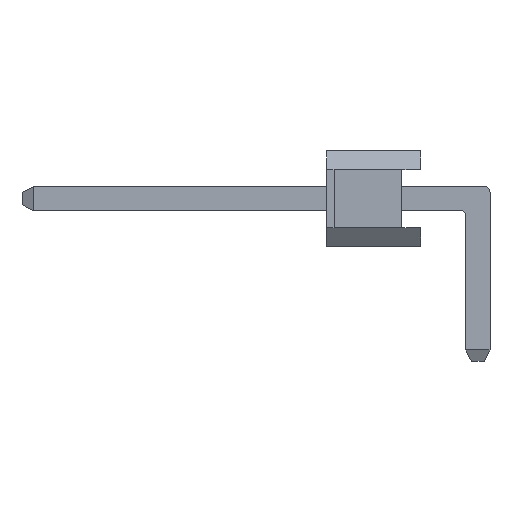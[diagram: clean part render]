
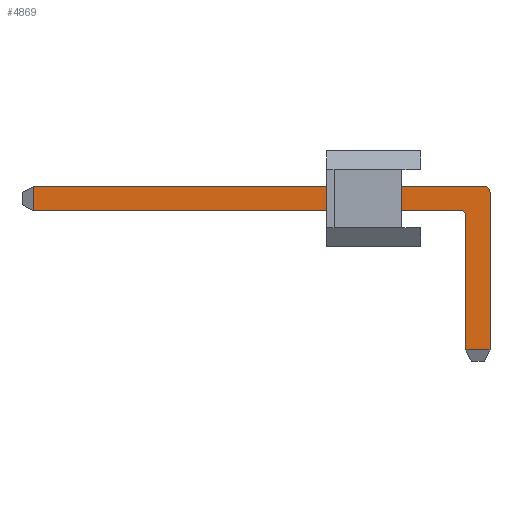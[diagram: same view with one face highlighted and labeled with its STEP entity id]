
A CAD part, left-side view. The second image highlights one B-rep face of the part: STEP entity #4869.
In plain terms, the highlighted planar face has unit normal (-1, 0, 0).
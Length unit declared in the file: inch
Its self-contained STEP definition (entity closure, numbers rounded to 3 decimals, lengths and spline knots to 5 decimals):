
#78 = AXIS2_PLACEMENT_3D ( 'NONE', #6205, #1784, #6959 ) ;
#432 = CARTESIAN_POINT ( 'NONE',  ( 0., 0.47728, 0.14567 ) ) ;
#495 = PLANE ( 'NONE',  #2695 ) ;
#676 = CARTESIAN_POINT ( 'NONE',  ( 0., 0.08279, 0. ) ) ;
#960 = EDGE_CURVE ( 'NONE', #4661, #3141, #9164, .T. ) ;
#1021 = VERTEX_POINT ( 'NONE', #4889 ) ;
#1059 = VERTEX_POINT ( 'NONE', #4215 ) ;
#1075 = ORIENTED_EDGE ( 'NONE', *, *, #3967, .T. ) ;
#1126 = DIRECTION ( 'NONE',  ( 0., -1., 0. ) ) ;
#1458 = EDGE_LOOP ( 'NONE', ( #4101, #2073, #8299, #2443, #1075, #9272, #2150, #4264 ) ) ;
#1613 = VERTEX_POINT ( 'NONE', #432 ) ;
#1666 = AXIS2_PLACEMENT_3D ( 'NONE', #7600, #3148, #8352 ) ;
#1763 = CARTESIAN_POINT ( 'NONE',  ( 0., 0.47728, 0.17087 ) ) ;
#1784 = DIRECTION ( 'NONE',  ( 1., 0., 0. ) ) ;
#2073 = ORIENTED_EDGE ( 'NONE', *, *, #4348, .T. ) ;
#2094 = EDGE_CURVE ( 'NONE', #8435, #1613, #6339, .T. ) ;
#2150 = ORIENTED_EDGE ( 'NONE', *, *, #7479, .T. ) ;
#2175 = CARTESIAN_POINT ( 'NONE',  ( 0., 0.0252, 0.13976 ) ) ;
#2291 = EDGE_CURVE ( 'NONE', #3367, #4661, #6973, .T. ) ;
#2411 = CIRCLE ( 'NONE', #1666, 0.00591 ) ;
#2443 = ORIENTED_EDGE ( 'NONE', *, *, #960, .T. ) ;
#2489 = CARTESIAN_POINT ( 'NONE',  ( 0., 0.0311, 0.14567 ) ) ;
#2518 = CARTESIAN_POINT ( 'NONE',  ( 0., 0., -0.06614 ) ) ;
#2586 = LINE ( 'NONE', #4108, #7819 ) ;
#2591 = DIRECTION ( 'NONE',  ( 0., 1., 0. ) ) ;
#2695 = AXIS2_PLACEMENT_3D ( 'NONE', #4223, #9435, #4950 ) ;
#2789 = VECTOR ( 'NONE', #4880, 39.37008 ) ;
#2897 = CIRCLE ( 'NONE', #78, 0.00591 ) ;
#3141 = VERTEX_POINT ( 'NONE', #6427 ) ;
#3148 = DIRECTION ( 'NONE',  ( -1., 0., 0. ) ) ;
#3155 = DIRECTION ( 'NONE',  ( 0., 0., -1. ) ) ;
#3222 = VECTOR ( 'NONE', #3340, 39.37008 ) ;
#3340 = DIRECTION ( 'NONE',  ( 0., -1., 0. ) ) ;
#3367 = VERTEX_POINT ( 'NONE', #2175 ) ;
#3504 = CARTESIAN_POINT ( 'NONE',  ( 0., 0.08279, 0.14567 ) ) ;
#3967 = EDGE_CURVE ( 'NONE', #3141, #1021, #4887, .T. ) ;
#4101 = ORIENTED_EDGE ( 'NONE', *, *, #6632, .T. ) ;
#4108 = CARTESIAN_POINT ( 'NONE',  ( 0., 0.08279, 0.17087 ) ) ;
#4215 = CARTESIAN_POINT ( 'NONE',  ( 0., 0.00591, 0.17087 ) ) ;
#4223 = CARTESIAN_POINT ( 'NONE',  ( 0., 0.08279, -0.06614 ) ) ;
#4264 = ORIENTED_EDGE ( 'NONE', *, *, #2094, .T. ) ;
#4348 = EDGE_CURVE ( 'NONE', #7059, #3367, #2897, .T. ) ;
#4596 = VECTOR ( 'NONE', #3155, 39.37008 ) ;
#4661 = VERTEX_POINT ( 'NONE', #5999 ) ;
#4869 = ADVANCED_FACE ( 'NONE', ( #5450 ), #495, .T. ) ;
#4880 = DIRECTION ( 'NONE',  ( 0., 0., -1. ) ) ;
#4887 = LINE ( 'NONE', #2518, #8627 ) ;
#4889 = CARTESIAN_POINT ( 'NONE',  ( 0., 0., 0.16496 ) ) ;
#4950 = DIRECTION ( 'NONE',  ( 0., -1., 0. ) ) ;
#5450 = FACE_OUTER_BOUND ( 'NONE', #1458, .T. ) ;
#5999 = CARTESIAN_POINT ( 'NONE',  ( 0., 0.0252, 0. ) ) ;
#6088 = LINE ( 'NONE', #3504, #8062 ) ;
#6205 = CARTESIAN_POINT ( 'NONE',  ( 0., 0.0311, 0.13976 ) ) ;
#6250 = DIRECTION ( 'NONE',  ( 0., 0., 1. ) ) ;
#6339 = LINE ( 'NONE', #7606, #4596 ) ;
#6427 = CARTESIAN_POINT ( 'NONE',  ( 0., 0., 0. ) ) ;
#6632 = EDGE_CURVE ( 'NONE', #1613, #7059, #6088, .T. ) ;
#6959 = DIRECTION ( 'NONE',  ( 0., 0., -1. ) ) ;
#6973 = LINE ( 'NONE', #8604, #2789 ) ;
#7059 = VERTEX_POINT ( 'NONE', #2489 ) ;
#7479 = EDGE_CURVE ( 'NONE', #1059, #8435, #2586, .T. ) ;
#7600 = CARTESIAN_POINT ( 'NONE',  ( 0., 0.00591, 0.16496 ) ) ;
#7606 = CARTESIAN_POINT ( 'NONE',  ( 0., 0.47728, -0.06614 ) ) ;
#7819 = VECTOR ( 'NONE', #2591, 39.37008 ) ;
#8062 = VECTOR ( 'NONE', #1126, 39.37008 ) ;
#8299 = ORIENTED_EDGE ( 'NONE', *, *, #2291, .T. ) ;
#8341 = EDGE_CURVE ( 'NONE', #1021, #1059, #2411, .T. ) ;
#8352 = DIRECTION ( 'NONE',  ( 0., 1., 0. ) ) ;
#8435 = VERTEX_POINT ( 'NONE', #1763 ) ;
#8604 = CARTESIAN_POINT ( 'NONE',  ( 0., 0.0252, -0.06614 ) ) ;
#8627 = VECTOR ( 'NONE', #6250, 39.37008 ) ;
#9164 = LINE ( 'NONE', #676, #3222 ) ;
#9272 = ORIENTED_EDGE ( 'NONE', *, *, #8341, .T. ) ;
#9435 = DIRECTION ( 'NONE',  ( -1., 0., 0. ) ) ;
